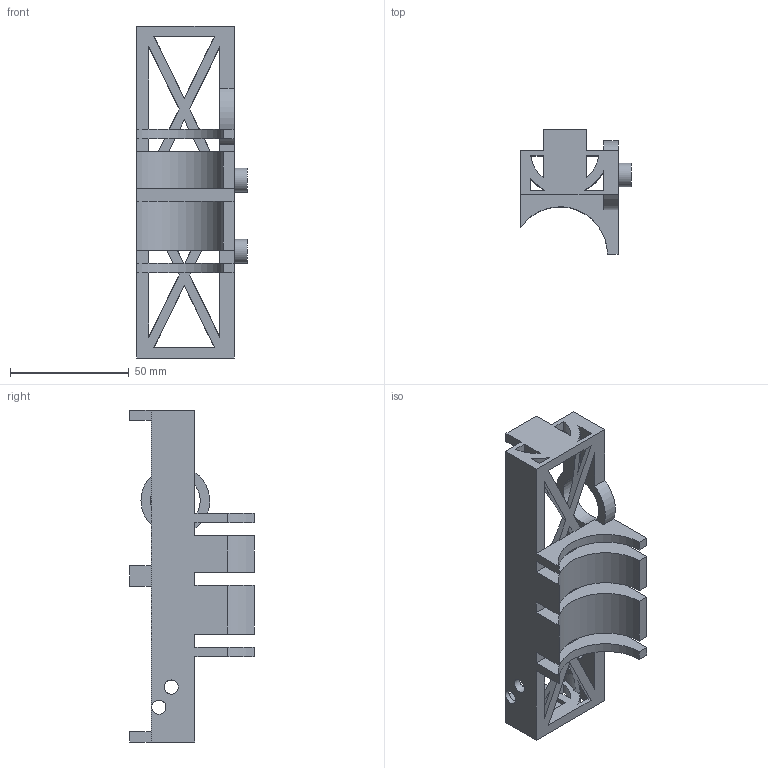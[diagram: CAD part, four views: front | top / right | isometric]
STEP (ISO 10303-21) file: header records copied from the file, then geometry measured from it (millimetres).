
FILE_DESCRIPTION(/* description */ (''),/* implementation_level */ '2;1');
FILE_NAME(/* name */ 'battery_box.stp',/* time_stamp */ '2025-10-20T18:30:38+09:00',/* author */ ('hibik'),/* organization */ (''),/* preprocessor_version */ 'ST-DEVELOPER v20',/* originating_system */ 'Autodesk Inventor 2024',/* authorisation */ '');
FILE_SCHEMA (('AUTOMOTIVE_DESIGN { 1 0 10303 214 3 1 1 }'));
Length unit declared in the file: millimetre
Products named in the file (1): battery_box
Bounding box: 46.5 x 52.5 x 140 mm (x, y, z)
Volume: 54495 mm3; surface area: 33855.2 mm2
Topology: 1 solids, 1 shells, 154 faces, 560 edges, 361 vertices
Faces by surface type: plane 128, cylinder 26
Full cylindrical faces by diameter (mm): 6 x4, 10 x2, 21 x1
Entity records: 6141 total; most frequent: CARTESIAN_POINT 1137, ORIENTED_EDGE 1120, DIRECTION 959, EDGE_CURVE 560, LINE 461, VECTOR 461, VERTEX_POINT 361, AXIS2_PLACEMENT_3D 249
